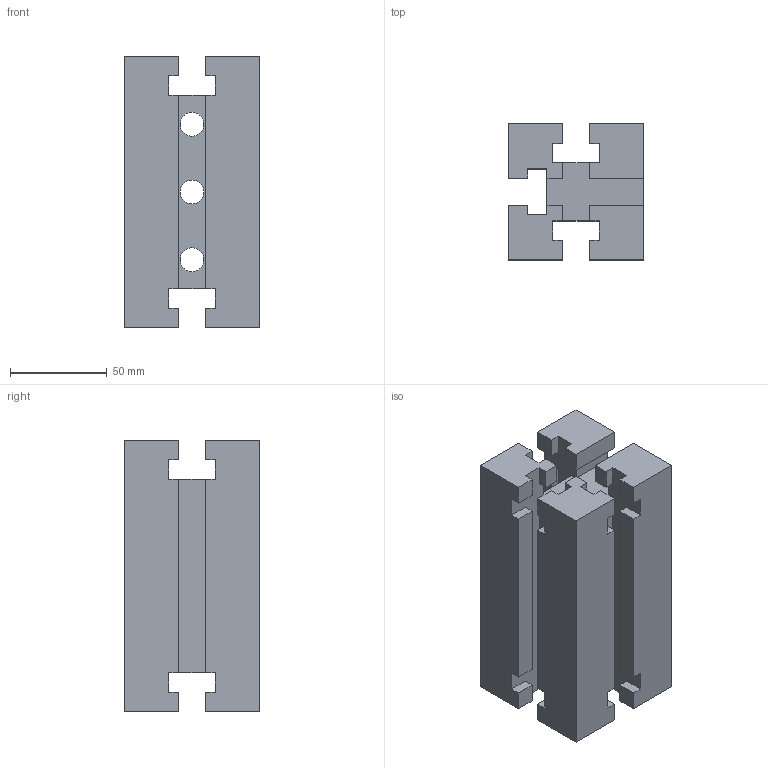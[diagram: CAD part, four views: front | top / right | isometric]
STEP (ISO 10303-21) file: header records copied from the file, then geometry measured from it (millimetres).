
FILE_DESCRIPTION(('STEP AP214'),'1');
FILE_NAME('halderv_eh_1210_200.stp','2014-10-14T05:12:43',('TraceParts'),('TraceParts S.A.'),'XStep 1.0',' ',' ');
FILE_SCHEMA(('automotive_design'));
Length unit declared in the file: millimetre
Products named in the file (1): 1
Bounding box: 70 x 70 x 140 mm (x, y, z)
Volume: 460485.4 mm3; surface area: 78085.5 mm2
Topology: 1 solids, 1 shells, 147 faces, 420 edges, 278 vertices
Faces by surface type: plane 129, cylinder 12, cone 6
Entity records: 9418 total; most frequent: STYLED_ITEM 846, PRESENTATION_STYLE_ASSIGNMENT 846, CARTESIAN_POINT 846, COLOUR_RGB 846, ORIENTED_EDGE 840, DIRECTION 746, EDGE_CURVE 420, CURVE_STYLE 420
